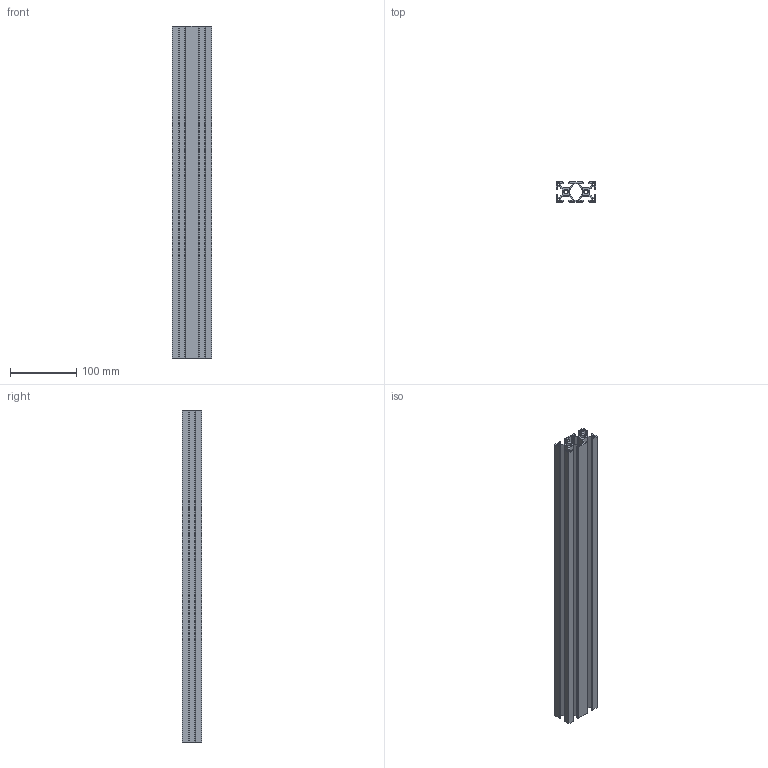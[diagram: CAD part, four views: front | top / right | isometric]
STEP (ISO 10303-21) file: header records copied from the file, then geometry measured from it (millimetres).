
FILE_DESCRIPTION (( 'STEP AP203' ), '1' );
FILE_NAME ('JL-8-3060EG.STEP', '2021-10-26T09:57:28', ( '微软用户' ), ( '微软中国' ), 'SwSTEP 2.0', 'SolidWorks 2015', '' );
FILE_SCHEMA (( 'CONFIG_CONTROL_DESIGN' ));
Length unit declared in the file: millimetre
Products named in the file (1): JL-8-3060EG
Bounding box: 60 x 30 x 500 mm (x, y, z)
Volume: 296296.5 mm3; surface area: 264053.8 mm2
Topology: 1 solids, 1 shells, 468 faces, 1374 edges, 916 vertices
Faces by surface type: plane 280, cylinder 116, bspline 72
Entity records: 18075 total; most frequent: CARTESIAN_POINT 5783, ORIENTED_EDGE 2748, DIRECTION 2256, EDGE_CURVE 1374, VECTOR 998, LINE 998, VERTEX_POINT 916, AXIS2_PLACEMENT_3D 629
